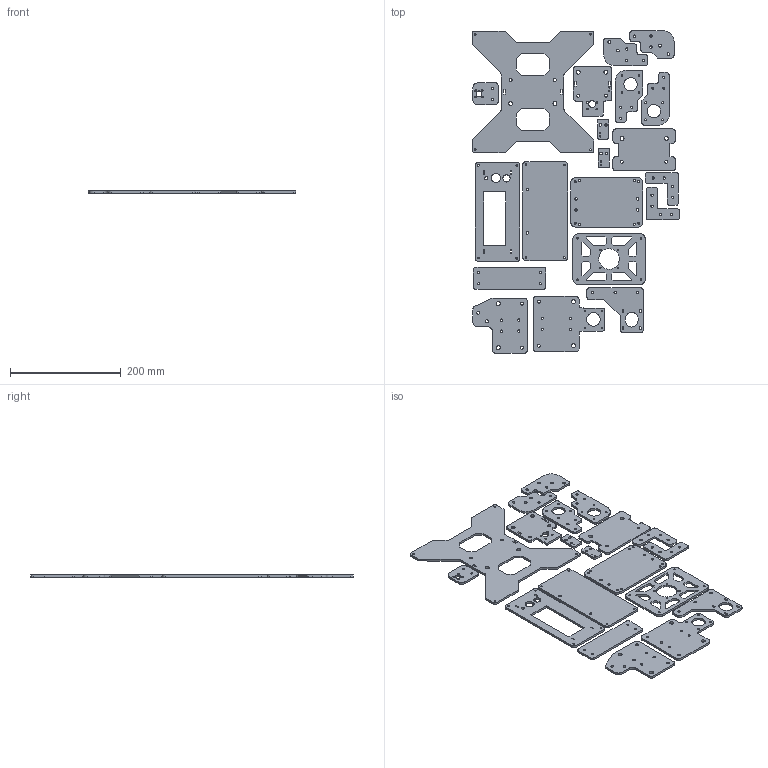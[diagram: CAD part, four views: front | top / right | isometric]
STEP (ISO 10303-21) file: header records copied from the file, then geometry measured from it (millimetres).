
FILE_DESCRIPTION (( 'STEP AP203' ), '1' );
FILE_NAME ('tevo plates finished.STEP', '2016-06-04T01:28:22', ( '' ), ( '' ), 'SwSTEP 2.0', 'SolidWorks 2016', '' );
FILE_SCHEMA (( 'CONFIG_CONTROL_DESIGN' ));
Length unit declared in the file: inch
Products named in the file (1): tevo plates finished
Bounding box: 374.56 x 583.58 x 3.96 mm (x, y, z)
Volume: 516915 mm3; surface area: 302944.8 mm2
Topology: 20 solids, 20 shells, 959 faces, 2757 edges, 1838 vertices
Faces by surface type: bspline 595, plane 364
Entity records: 34496 total; most frequent: CARTESIAN_POINT 13290, ORIENTED_EDGE 5514, EDGE_CURVE 2757, DIRECTION 2297, VERTEX_POINT 1838, LINE 1567, VECTOR 1567, EDGE_LOOP 1279
